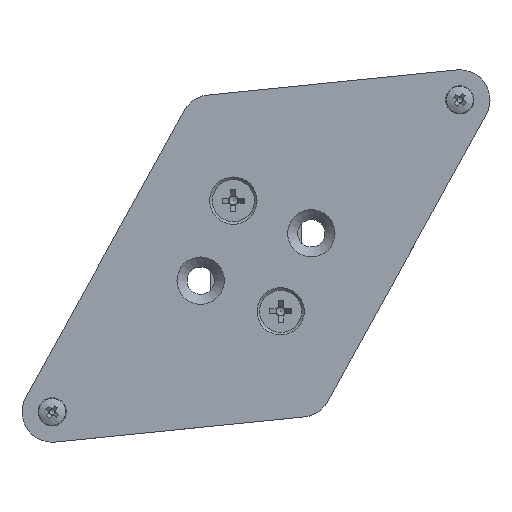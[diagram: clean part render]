
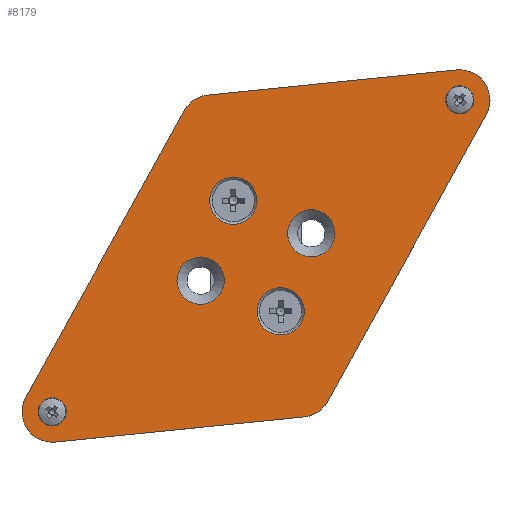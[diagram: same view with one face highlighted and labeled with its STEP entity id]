
A CAD part, top view. The second image highlights one B-rep face of the part: STEP entity #8179.
In plain terms, the highlighted planar face has unit normal (0, 0, 1).
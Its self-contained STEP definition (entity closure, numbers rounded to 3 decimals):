
#154 = VERTEX_POINT ( 'NONE', #1596 ) ;
#164 = DIRECTION ( 'NONE',  ( 0., 0., 1. ) ) ;
#221 = DIRECTION ( 'NONE',  ( 0., 0., 1. ) ) ;
#239 = AXIS2_PLACEMENT_3D ( 'NONE', #8892, #4742, #567 ) ;
#356 = CIRCLE ( 'NONE', #7476, 6. ) ;
#375 = VECTOR ( 'NONE', #688, 1000. ) ;
#383 = CARTESIAN_POINT ( 'NONE',  ( -9.603, 31.97, 0. ) ) ;
#432 = DIRECTION ( 'NONE',  ( 0., 0., 1. ) ) ;
#438 = AXIS2_PLACEMENT_3D ( 'NONE', #5184, #8678, #4513 ) ;
#463 = CARTESIAN_POINT ( 'NONE',  ( 40.5, 31., 0. ) ) ;
#520 = DIRECTION ( 'NONE',  ( -0.995, -0.1, 0. ) ) ;
#549 = CARTESIAN_POINT ( 'NONE',  ( 14.251, -28.902, 0. ) ) ;
#567 = DIRECTION ( 'NONE',  ( 1., 0., 0. ) ) ;
#574 = DIRECTION ( 'NONE',  ( 0., 0., 1. ) ) ;
#688 = DIRECTION ( 'NONE',  ( 0.484, 0.875, 0. ) ) ;
#732 = CIRCLE ( 'NONE', #239, 4.7 ) ;
#841 = CIRCLE ( 'NONE', #6513, 4.7 ) ;
#913 = FACE_BOUND ( 'NONE', #8166, .T. ) ;
#1047 = VERTEX_POINT ( 'NONE', #2640 ) ;
#1073 = ORIENTED_EDGE ( 'NONE', *, *, #6676, .F. ) ;
#1116 = FACE_BOUND ( 'NONE', #6907, .T. ) ;
#1138 = ORIENTED_EDGE ( 'NONE', *, *, #6465, .F. ) ;
#1159 = DIRECTION ( 'NONE',  ( 1., 0., 0. ) ) ;
#1311 = EDGE_CURVE ( 'NONE', #2211, #2211, #3001, .T. ) ;
#1338 = VERTEX_POINT ( 'NONE', #6489 ) ;
#1410 = VERTEX_POINT ( 'NONE', #383 ) ;
#1431 = VERTEX_POINT ( 'NONE', #6626 ) ;
#1507 = EDGE_CURVE ( 'NONE', #7552, #7552, #3754, .T. ) ;
#1596 = CARTESIAN_POINT ( 'NONE',  ( 0.2, 11., 0. ) ) ;
#1619 = DIRECTION ( 'NONE',  ( 0., 0., 1. ) ) ;
#1675 = DIRECTION ( 'NONE',  ( 0., 0., 1. ) ) ;
#1691 = ORIENTED_EDGE ( 'NONE', *, *, #8454, .T. ) ;
#1701 = EDGE_LOOP ( 'NONE', ( #8172 ) ) ;
#1848 = VECTOR ( 'NONE', #8273, 1000. ) ;
#1849 = EDGE_LOOP ( 'NONE', ( #8213 ) ) ;
#2019 = LINE ( 'NONE', #7270, #3875 ) ;
#2073 = CARTESIAN_POINT ( 'NONE',  ( -38.4, -31., 0. ) ) ;
#2211 = VERTEX_POINT ( 'NONE', #2073 ) ;
#2513 = AXIS2_PLACEMENT_3D ( 'NONE', #7379, #3230, #8100 ) ;
#2523 = FACE_OUTER_BOUND ( 'NONE', #4354, .T. ) ;
#2584 = EDGE_LOOP ( 'NONE', ( #7932 ) ) ;
#2592 = EDGE_CURVE ( 'NONE', #1410, #5882, #6448, .T. ) ;
#2640 = CARTESIAN_POINT ( 'NONE',  ( 9.603, -31.97, 0. ) ) ;
#2642 = VERTEX_POINT ( 'NONE', #5044 ) ;
#2765 = AXIS2_PLACEMENT_3D ( 'NONE', #5770, #1619, #6485 ) ;
#2786 = CARTESIAN_POINT ( 'NONE',  ( 42.6, 31., 0. ) ) ;
#2842 = AXIS2_PLACEMENT_3D ( 'NONE', #4385, #221, #5081 ) ;
#3001 = CIRCLE ( 'NONE', #2842, 2.1 ) ;
#3191 = CIRCLE ( 'NONE', #5973, 4.7 ) ;
#3223 = ORIENTED_EDGE ( 'NONE', *, *, #3722, .T. ) ;
#3230 = DIRECTION ( 'NONE',  ( 0., 0., 1. ) ) ;
#3528 = CIRCLE ( 'NONE', #6930, 4.7 ) ;
#3535 = EDGE_CURVE ( 'NONE', #1431, #5186, #356, .T. ) ;
#3577 = CARTESIAN_POINT ( 'NONE',  ( -14.251, 28.902, 0. ) ) ;
#3606 = CARTESIAN_POINT ( 'NONE',  ( 40.5, 31., 0. ) ) ;
#3722 = EDGE_CURVE ( 'NONE', #5882, #1431, #7189, .T. ) ;
#3754 = CIRCLE ( 'NONE', #5486, 2.1 ) ;
#3784 = ORIENTED_EDGE ( 'NONE', *, *, #4576, .T. ) ;
#3811 = PLANE ( 'NONE',  #438 ) ;
#3846 = LINE ( 'NONE', #6635, #375 ) ;
#3865 = VERTEX_POINT ( 'NONE', #549 ) ;
#3875 = VECTOR ( 'NONE', #7996, 1000. ) ;
#3953 = CARTESIAN_POINT ( 'NONE',  ( -9.603, 31.97, 0. ) ) ;
#4034 = CARTESIAN_POINT ( 'NONE',  ( 39.897, 36.97, 0. ) ) ;
#4072 = CARTESIAN_POINT ( 'NONE',  ( -45.751, -28.098, 0. ) ) ;
#4119 = ORIENTED_EDGE ( 'NONE', *, *, #2592, .T. ) ;
#4240 = ORIENTED_EDGE ( 'NONE', *, *, #4393, .T. ) ;
#4292 = VERTEX_POINT ( 'NONE', #6436 ) ;
#4323 = DIRECTION ( 'NONE',  ( 1., 0., 0. ) ) ;
#4328 = ORIENTED_EDGE ( 'NONE', *, *, #3535, .T. ) ;
#4330 = CARTESIAN_POINT ( 'NONE',  ( -4.5, 11., 0. ) ) ;
#4354 = EDGE_LOOP ( 'NONE', ( #4119, #3223, #4328, #7646, #3784, #1691, #5539, #4240 ) ) ;
#4385 = CARTESIAN_POINT ( 'NONE',  ( -40.5, -31., 0. ) ) ;
#4393 = EDGE_CURVE ( 'NONE', #6474, #1410, #5439, .T. ) ;
#4397 = FACE_BOUND ( 'NONE', #1849, .T. ) ;
#4513 = DIRECTION ( 'NONE',  ( 1., 0., 0. ) ) ;
#4576 = EDGE_CURVE ( 'NONE', #1047, #3865, #6208, .T. ) ;
#4590 = CARTESIAN_POINT ( 'NONE',  ( -40.5, -31., 0. ) ) ;
#4742 = DIRECTION ( 'NONE',  ( 0., 0., 1. ) ) ;
#4746 = CARTESIAN_POINT ( 'NONE',  ( 11., 4.5, 0. ) ) ;
#5024 = DIRECTION ( 'NONE',  ( 1., 0., 0. ) ) ;
#5044 = CARTESIAN_POINT ( 'NONE',  ( 9.6, -11., 0. ) ) ;
#5081 = DIRECTION ( 'NONE',  ( 1., 0., 0. ) ) ;
#5184 = CARTESIAN_POINT ( 'NONE',  ( -9., 26., 0. ) ) ;
#5186 = VERTEX_POINT ( 'NONE', #5940 ) ;
#5288 = DIRECTION ( 'NONE',  ( -1., 0., 0. ) ) ;
#5319 = DIRECTION ( 'NONE',  ( 0., 0., 1. ) ) ;
#5424 = DIRECTION ( 'NONE',  ( 1., 0., 0. ) ) ;
#5439 = LINE ( 'NONE', #3953, #7078 ) ;
#5486 = AXIS2_PLACEMENT_3D ( 'NONE', #463, #5319, #1159 ) ;
#5539 = ORIENTED_EDGE ( 'NONE', *, *, #6910, .T. ) ;
#5770 = CARTESIAN_POINT ( 'NONE',  ( -9., 26., 0. ) ) ;
#5838 = CARTESIAN_POINT ( 'NONE',  ( -11., -4.9, 0. ) ) ;
#5882 = VERTEX_POINT ( 'NONE', #3577 ) ;
#5931 = AXIS2_PLACEMENT_3D ( 'NONE', #3606, #8485, #4323 ) ;
#5940 = CARTESIAN_POINT ( 'NONE',  ( -39.897, -36.97, 0. ) ) ;
#5973 = AXIS2_PLACEMENT_3D ( 'NONE', #5838, #1675, #6542 ) ;
#6093 = CARTESIAN_POINT ( 'NONE',  ( 45.751, 28.098, 0. ) ) ;
#6208 = CIRCLE ( 'NONE', #2513, 6. ) ;
#6229 = FACE_BOUND ( 'NONE', #2584, .T. ) ;
#6257 = EDGE_CURVE ( 'NONE', #5186, #1047, #2019, .T. ) ;
#6436 = CARTESIAN_POINT ( 'NONE',  ( 15.7, 4.5, 0. ) ) ;
#6448 = CIRCLE ( 'NONE', #2765, 6. ) ;
#6450 = FACE_BOUND ( 'NONE', #7139, .T. ) ;
#6465 = EDGE_CURVE ( 'NONE', #2642, #2642, #732, .T. ) ;
#6474 = VERTEX_POINT ( 'NONE', #4034 ) ;
#6485 = DIRECTION ( 'NONE',  ( 1., 0., 0. ) ) ;
#6489 = CARTESIAN_POINT ( 'NONE',  ( -6.3, -4.9, 0. ) ) ;
#6513 = AXIS2_PLACEMENT_3D ( 'NONE', #4746, #574, #5424 ) ;
#6542 = DIRECTION ( 'NONE',  ( 1., 0., 0. ) ) ;
#6626 = CARTESIAN_POINT ( 'NONE',  ( -45.751, -28.098, 0. ) ) ;
#6635 = CARTESIAN_POINT ( 'NONE',  ( 14.251, -28.902, 0. ) ) ;
#6676 = EDGE_CURVE ( 'NONE', #4292, #4292, #841, .T. ) ;
#6907 = EDGE_LOOP ( 'NONE', ( #1073 ) ) ;
#6910 = EDGE_CURVE ( 'NONE', #7286, #6474, #7898, .T. ) ;
#6930 = AXIS2_PLACEMENT_3D ( 'NONE', #4330, #164, #5024 ) ;
#7078 = VECTOR ( 'NONE', #520, 1000. ) ;
#7139 = EDGE_LOOP ( 'NONE', ( #1138 ) ) ;
#7189 = LINE ( 'NONE', #4072, #1848 ) ;
#7270 = CARTESIAN_POINT ( 'NONE',  ( -39.897, -36.97, 0. ) ) ;
#7286 = VERTEX_POINT ( 'NONE', #6093 ) ;
#7379 = CARTESIAN_POINT ( 'NONE',  ( 9., -26., 0. ) ) ;
#7406 = EDGE_CURVE ( 'NONE', #154, #154, #3528, .T. ) ;
#7476 = AXIS2_PLACEMENT_3D ( 'NONE', #4590, #432, #5288 ) ;
#7552 = VERTEX_POINT ( 'NONE', #2786 ) ;
#7646 = ORIENTED_EDGE ( 'NONE', *, *, #6257, .T. ) ;
#7898 = CIRCLE ( 'NONE', #5931, 6. ) ;
#7932 = ORIENTED_EDGE ( 'NONE', *, *, #1507, .F. ) ;
#7996 = DIRECTION ( 'NONE',  ( 0.995, 0.1, 0. ) ) ;
#8086 = FACE_BOUND ( 'NONE', #1701, .T. ) ;
#8100 = DIRECTION ( 'NONE',  ( -1., 0., 0. ) ) ;
#8132 = EDGE_CURVE ( 'NONE', #1338, #1338, #3191, .T. ) ;
#8166 = EDGE_LOOP ( 'NONE', ( #8192 ) ) ;
#8172 = ORIENTED_EDGE ( 'NONE', *, *, #8132, .F. ) ;
#8179 = ADVANCED_FACE ( 'NONE', ( #8086, #1116, #6450, #913, #6229, #4397, #2523 ), #3811, .T. ) ;
#8192 = ORIENTED_EDGE ( 'NONE', *, *, #7406, .F. ) ;
#8213 = ORIENTED_EDGE ( 'NONE', *, *, #1311, .F. ) ;
#8273 = DIRECTION ( 'NONE',  ( -0.484, -0.875, 0. ) ) ;
#8454 = EDGE_CURVE ( 'NONE', #3865, #7286, #3846, .T. ) ;
#8485 = DIRECTION ( 'NONE',  ( 0., 0., 1. ) ) ;
#8678 = DIRECTION ( 'NONE',  ( 0., 0., 1. ) ) ;
#8892 = CARTESIAN_POINT ( 'NONE',  ( 4.9, -11., 0. ) ) ;
